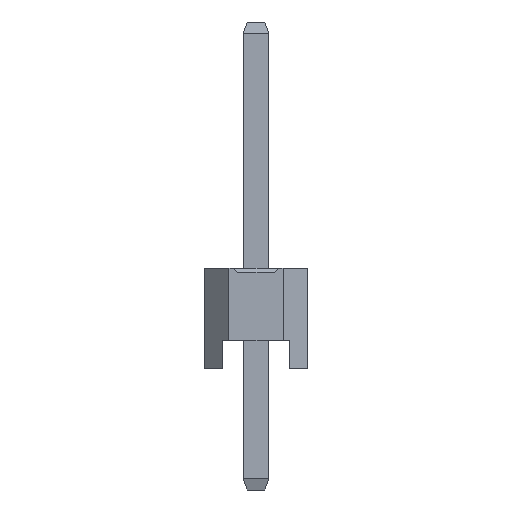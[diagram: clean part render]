
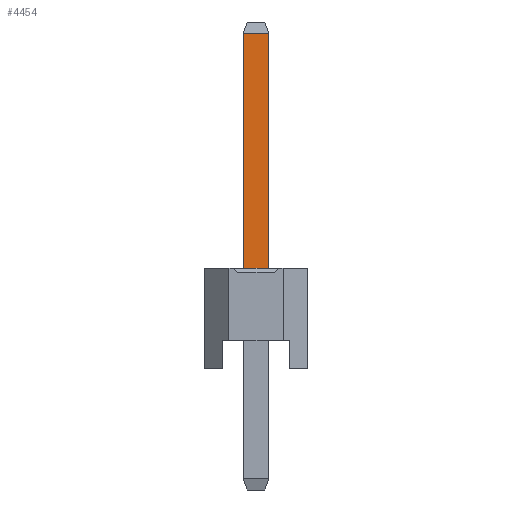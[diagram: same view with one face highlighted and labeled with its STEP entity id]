
A CAD part, left-side view. The second image highlights one B-rep face of the part: STEP entity #4454.
In plain terms, the highlighted planar face has unit normal (-1, 0, 0).
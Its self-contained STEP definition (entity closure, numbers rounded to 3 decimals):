
#4454=ADVANCED_FACE('',(#11718),#11720,.T.);
#11718=FACE_BOUND('',#11719,.T.);
#11719=EDGE_LOOP('',(#17409,#17410,#17411,#17412));
#11720=PLANE('',#11721);
#11721=AXIS2_PLACEMENT_3D('',#11722,#11723,#11724);
#11722=CARTESIAN_POINT('',(-0.32,0.32,-3.));
#11723=DIRECTION('',(-1.,0.,0.));
#11724=DIRECTION('',(0.,-1.,0.));
#17409=ORIENTED_EDGE('',*,*,#20732,.F.);
#17410=ORIENTED_EDGE('',*,*,#20727,.F.);
#17411=ORIENTED_EDGE('',*,*,#19644,.T.);
#17412=ORIENTED_EDGE('',*,*,#20731,.T.);
#19644=EDGE_CURVE('',#22470,#22474,#22476,.T.);
#20727=EDGE_CURVE('',#22470,#24098,#24101,.T.);
#20731=EDGE_CURVE('',#22474,#24105,#24107,.T.);
#20732=EDGE_CURVE('',#24098,#24105,#24108,.T.);
#22470=VERTEX_POINT('',#27310);
#22474=VERTEX_POINT('',#27318);
#22476=LINE('',#27322,#27323);
#24098=VERTEX_POINT('',#31106);
#24101=LINE('',#31113,#31114);
#24105=VERTEX_POINT('',#31123);
#24107=LINE('',#31127,#31128);
#24108=LINE('',#31130,#31131);
#27310=CARTESIAN_POINT('',(-0.32,0.32,2.5));
#27318=CARTESIAN_POINT('',(-0.32,-0.32,2.5));
#27322=CARTESIAN_POINT('',(-0.32,0.32,2.5));
#27323=VECTOR('',#27324,1.);
#27324=DIRECTION('',(0.,-1.,0.));
#31106=CARTESIAN_POINT('',(-0.32,0.32,8.325));
#31113=CARTESIAN_POINT('',(-0.32,0.32,2.5));
#31114=VECTOR('',#31115,1.);
#31115=DIRECTION('',(0.,0.,1.));
#31123=CARTESIAN_POINT('',(-0.32,-0.32,8.325));
#31127=CARTESIAN_POINT('',(-0.32,-0.32,2.5));
#31128=VECTOR('',#31129,1.);
#31129=DIRECTION('',(0.,0.,1.));
#31130=CARTESIAN_POINT('',(-0.32,0.32,8.325));
#31131=VECTOR('',#31132,1.);
#31132=DIRECTION('',(0.,-1.,0.));
